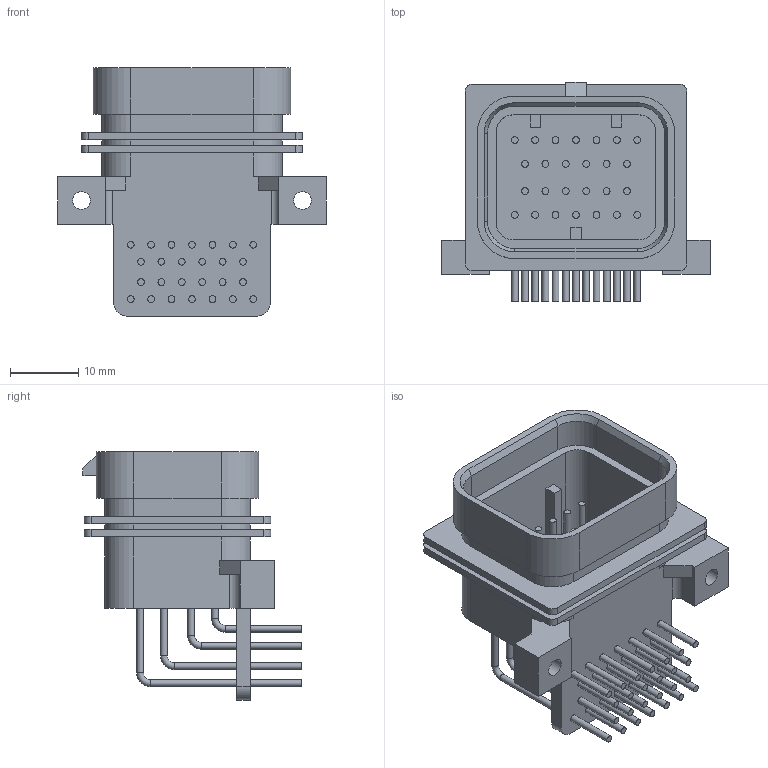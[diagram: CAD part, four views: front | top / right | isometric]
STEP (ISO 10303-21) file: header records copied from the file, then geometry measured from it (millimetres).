
FILE_DESCRIPTION(/* description */ ('STEP AP242','CAx-IF Rec.Pracs.---Representation and Presentation of Product Manufacturing Information (PMI)---4.0---2014-10-13','CAx-IF Rec.Pracs.---3D Tessellated Geometry---0.4---2014-09-14','2;1'),/* implementation_level */ '2;1');
FILE_NAME(/* name */ '68361e9e07ffeb08c8a38dd9',/* time_stamp */ '2025-05-27T20:20:46Z',/* author */ (''),/* organization */ (''),/* preprocessor_version */ 'ST-DEVELOPER v20',/* originating_system */ 'ONSHAPE BY PTC INC, 1.198',/* authorisation */ ' ');
FILE_SCHEMA (('AP242_MANAGED_MODEL_BASED_3D_ENGINEERING_MIM_LF { 1 0 10303 442 1 1 4 }'));
Length unit declared in the file: metre
Products named in the file (1): C-9-6437287-8
Bounding box: 39.5 x 32.15 x 36.5 mm (x, y, z)
Volume: 7149.2 mm3; surface area: 10052.9 mm2
Topology: 1 solids, 1 shells, 312 faces, 775 edges, 525 vertices
Faces by surface type: cylinder 145, plane 137, torus 26, cone 4
Full cylindrical faces by diameter (mm): 1 x104, 2.6 x2
Entity records: 10287 total; most frequent: DIRECTION 1478, CARTESIAN_POINT 1311, ORIENTED_EDGE 1116, AXIS2_PLACEMENT_3D 607, EDGE_LOOP 560, FACE_BOUND 560, EDGE_CURVE 558, VERTEX_POINT 440
